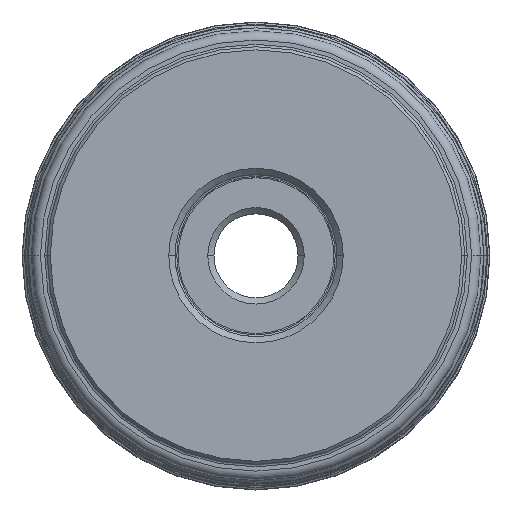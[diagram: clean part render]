
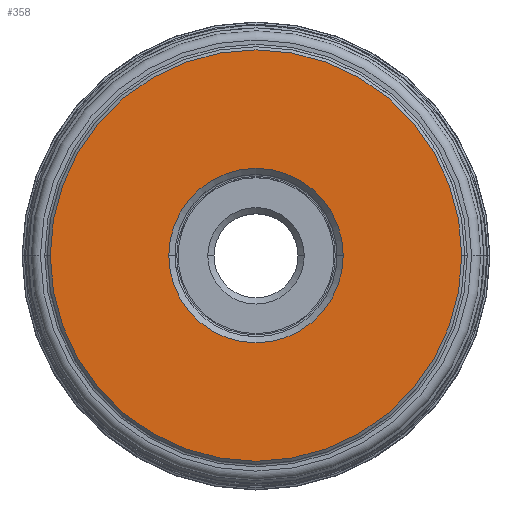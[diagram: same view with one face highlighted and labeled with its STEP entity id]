
A CAD part, top view. The second image highlights one B-rep face of the part: STEP entity #358.
In plain terms, the highlighted planar face has unit normal (0, 0, 1).
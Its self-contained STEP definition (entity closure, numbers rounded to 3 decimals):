
#358=ADVANCED_FACE('',(#402,#403),#381,.F.);
#381=PLANE('',#2424);
#402=FACE_BOUND('',#517,.T.);
#403=FACE_BOUND('',#518,.T.);
#517=EDGE_LOOP('',(#1024,#1025,#1026,#1027));
#518=EDGE_LOOP('',(#1028,#1029,#1030,#1031));
#1024=ORIENTED_EDGE('',*,*,#1529,.F.);
#1025=ORIENTED_EDGE('',*,*,#1535,.F.);
#1026=ORIENTED_EDGE('',*,*,#1534,.F.);
#1027=ORIENTED_EDGE('',*,*,#1530,.F.);
#1028=ORIENTED_EDGE('',*,*,#1536,.F.);
#1029=ORIENTED_EDGE('',*,*,#1537,.F.);
#1030=ORIENTED_EDGE('',*,*,#1538,.F.);
#1031=ORIENTED_EDGE('',*,*,#1539,.F.);
#1257=VERTEX_POINT('',#4155);
#1258=VERTEX_POINT('',#4157);
#1259=VERTEX_POINT('',#4159);
#1261=VERTEX_POINT('',#4166);
#1262=VERTEX_POINT('',#4170);
#1263=VERTEX_POINT('',#4171);
#1264=VERTEX_POINT('',#4173);
#1265=VERTEX_POINT('',#4175);
#1529=EDGE_CURVE('',#1257,#1258,#1786,.T.);
#1530=EDGE_CURVE('',#1258,#1259,#1787,.T.);
#1534=EDGE_CURVE('',#1259,#1261,#1790,.T.);
#1535=EDGE_CURVE('',#1261,#1257,#1791,.T.);
#1536=EDGE_CURVE('',#1262,#1263,#1792,.T.);
#1537=EDGE_CURVE('',#1264,#1262,#1793,.T.);
#1538=EDGE_CURVE('',#1265,#1264,#1794,.T.);
#1539=EDGE_CURVE('',#1263,#1265,#1795,.T.);
#1786=CIRCLE('',#2412,33.5);
#1787=CIRCLE('',#2413,33.5);
#1790=CIRCLE('',#2417,33.5);
#1791=CIRCLE('',#2418,33.5);
#1792=CIRCLE('',#2420,14.2);
#1793=CIRCLE('',#2421,14.2);
#1794=CIRCLE('',#2422,14.2);
#1795=CIRCLE('',#2423,14.2);
#2412=AXIS2_PLACEMENT_3D('',#4156,#3085,#3086);
#2413=AXIS2_PLACEMENT_3D('',#4158,#3087,#3088);
#2417=AXIS2_PLACEMENT_3D('',#4165,#3096,#3097);
#2418=AXIS2_PLACEMENT_3D('',#4167,#3098,#3099);
#2420=AXIS2_PLACEMENT_3D('',#4169,#3102,#3103);
#2421=AXIS2_PLACEMENT_3D('',#4172,#3104,#3105);
#2422=AXIS2_PLACEMENT_3D('',#4174,#3106,#3107);
#2423=AXIS2_PLACEMENT_3D('',#4176,#3108,#3109);
#2424=AXIS2_PLACEMENT_3D('',#4177,#3110,#3111);
#3085=DIRECTION('',(0.,0.,-1.));
#3086=DIRECTION('',(-1.,0.,0.));
#3087=DIRECTION('',(0.,0.,-1.));
#3088=DIRECTION('',(0.,1.,0.));
#3096=DIRECTION('',(0.,0.,-1.));
#3097=DIRECTION('',(1.,0.,0.));
#3098=DIRECTION('',(0.,0.,-1.));
#3099=DIRECTION('',(0.,-1.,0.));
#3102=DIRECTION('',(0.,0.,1.));
#3103=DIRECTION('',(1.,0.,0.));
#3104=DIRECTION('',(0.,0.,1.));
#3105=DIRECTION('',(0.,-1.,0.));
#3106=DIRECTION('',(0.,0.,1.));
#3107=DIRECTION('',(-1.,0.,0.));
#3108=DIRECTION('',(0.,0.,1.));
#3109=DIRECTION('',(0.,1.,0.));
#3110=DIRECTION('',(0.,0.,-1.));
#3111=DIRECTION('',(1.,0.,0.));
#4155=CARTESIAN_POINT('',(-33.5,0.,0.));
#4156=CARTESIAN_POINT('',(0.,0.,0.));
#4157=CARTESIAN_POINT('',(0.,33.5,0.));
#4158=CARTESIAN_POINT('',(0.,0.,0.));
#4159=CARTESIAN_POINT('',(33.5,0.,0.));
#4165=CARTESIAN_POINT('',(0.,0.,0.));
#4166=CARTESIAN_POINT('',(0.,-33.5,0.));
#4167=CARTESIAN_POINT('',(0.,0.,0.));
#4169=CARTESIAN_POINT('',(0.,0.,0.));
#4170=CARTESIAN_POINT('',(14.2,0.,0.));
#4171=CARTESIAN_POINT('',(0.,14.2,0.));
#4172=CARTESIAN_POINT('',(0.,0.,0.));
#4173=CARTESIAN_POINT('',(0.,-14.2,0.));
#4174=CARTESIAN_POINT('',(0.,0.,0.));
#4175=CARTESIAN_POINT('',(-14.2,0.,0.));
#4176=CARTESIAN_POINT('',(0.,0.,0.));
#4177=CARTESIAN_POINT('',(0.,0.,0.));
